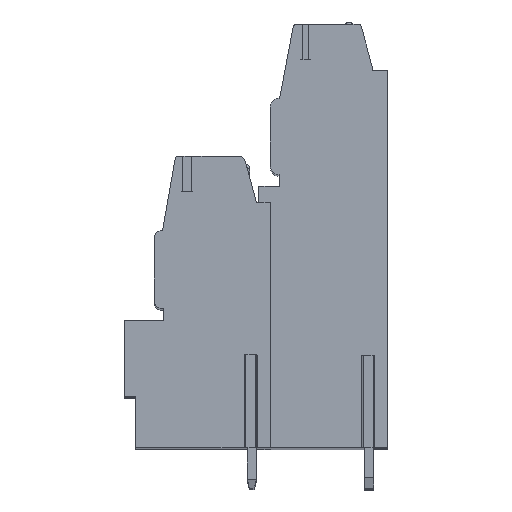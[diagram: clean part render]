
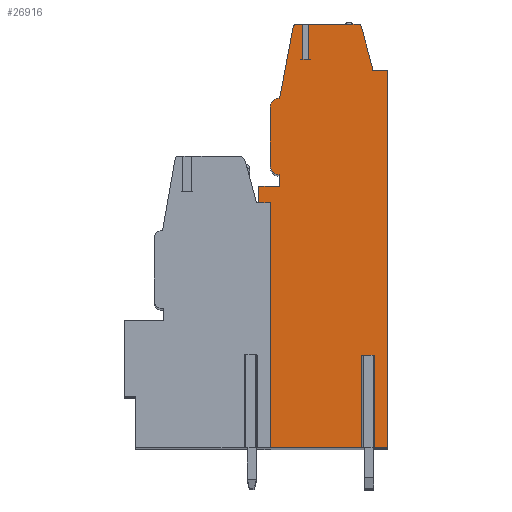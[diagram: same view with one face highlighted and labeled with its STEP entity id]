
A CAD part, top view. The second image highlights one B-rep face of the part: STEP entity #26916.
In plain terms, the highlighted planar face has unit normal (0, 0, 1).
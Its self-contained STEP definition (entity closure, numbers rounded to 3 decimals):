
#13=DIRECTION('',(0.,1.,0.));
#14=VECTOR('',#13,14.45);
#15=CARTESIAN_POINT('',(1.,-19.1,93.98));
#16=LINE('',#15,#14);
#17=DIRECTION('',(0.,-1.,0.));
#18=VECTOR('',#17,1.45);
#19=CARTESIAN_POINT('',(0.,3.5,93.98));
#20=LINE('',#19,#18);
#21=DIRECTION('',(-1.,0.,0.));
#22=VECTOR('',#21,1.8);
#23=CARTESIAN_POINT('',(1.8,3.5,93.98));
#24=LINE('',#23,#22);
#25=DIRECTION('',(0.,-1.,0.));
#26=VECTOR('',#25,1.);
#27=CARTESIAN_POINT('',(1.8,4.5,93.98));
#28=LINE('',#27,#26);
#29=CARTESIAN_POINT('',(1.8,5.3,93.98));
#30=DIRECTION('',(0.,0.,1.));
#31=DIRECTION('',(-1.,0.,0.));
#32=AXIS2_PLACEMENT_3D('',#29,#30,#31);
#34=DIRECTION('',(0.,-1.,0.));
#35=VECTOR('',#34,5.);
#36=CARTESIAN_POINT('',(1.,10.3,93.98));
#37=LINE('',#36,#35);
#38=CARTESIAN_POINT('',(1.8,10.3,93.98));
#39=DIRECTION('',(0.,0.,1.));
#40=DIRECTION('',(0.,1.,0.));
#41=AXIS2_PLACEMENT_3D('',#38,#39,#40);
#43=DIRECTION('',(-0.186,-0.983,0.));
#44=VECTOR('',#43,6.265);
#45=CARTESIAN_POINT('',(2.964,17.256,93.98));
#46=LINE('',#45,#44);
#47=CARTESIAN_POINT('',(3.259,17.2,93.98));
#48=DIRECTION('',(0.,0.,1.));
#49=DIRECTION('',(0.,1.,0.));
#50=AXIS2_PLACEMENT_3D('',#47,#48,#49);
#52=DIRECTION('',(-1.,0.,0.));
#53=VECTOR('',#52,0.551);
#54=CARTESIAN_POINT('',(3.81,17.5,93.98));
#55=LINE('',#54,#53);
#56=DIRECTION('',(0.,-1.,0.));
#57=VECTOR('',#56,3.05);
#58=CARTESIAN_POINT('',(3.81,17.5,93.98));
#59=LINE('',#58,#57);
#60=DIRECTION('',(1.,0.,0.));
#61=VECTOR('',#60,0.5);
#62=CARTESIAN_POINT('',(3.81,14.45,93.98));
#63=LINE('',#62,#61);
#64=DIRECTION('',(0.,-1.,0.));
#65=VECTOR('',#64,3.05);
#66=CARTESIAN_POINT('',(4.31,17.5,93.98));
#67=LINE('',#66,#65);
#68=DIRECTION('',(-1.,0.,0.));
#69=VECTOR('',#68,4.27);
#70=CARTESIAN_POINT('',(8.58,17.5,93.98));
#71=LINE('',#70,#69);
#72=CARTESIAN_POINT('',(8.58,17.2,93.98));
#73=DIRECTION('',(0.,0.,1.));
#74=DIRECTION('',(0.965,0.261,0.));
#75=AXIS2_PLACEMENT_3D('',#72,#73,#74);
#77=DIRECTION('',(-0.261,0.965,0.));
#78=VECTOR('',#77,3.539);
#79=CARTESIAN_POINT('',(9.792,13.861,93.98));
#80=LINE('',#79,#78);
#81=DIRECTION('',(-0.035,0.999,0.));
#82=VECTOR('',#81,0.361);
#83=CARTESIAN_POINT('',(9.805,13.5,93.98));
#84=LINE('',#83,#82);
#85=DIRECTION('',(-1.,0.,0.));
#86=VECTOR('',#85,1.355);
#87=CARTESIAN_POINT('',(11.16,13.5,93.98));
#88=LINE('',#87,#86);
#89=DIRECTION('',(0.,1.,0.));
#90=VECTOR('',#89,32.6);
#91=CARTESIAN_POINT('',(11.16,-19.1,93.98));
#92=LINE('',#91,#90);
#93=DIRECTION('',(1.,0.,0.));
#94=VECTOR('',#93,1.39);
#95=CARTESIAN_POINT('',(9.77,-19.1,93.98));
#96=LINE('',#95,#94);
#97=DIRECTION('',(0.,1.,0.));
#98=VECTOR('',#97,8.);
#99=CARTESIAN_POINT('',(9.77,-19.1,93.98));
#100=LINE('',#99,#98);
#101=DIRECTION('',(-1.,0.,0.));
#102=VECTOR('',#101,0.62);
#103=CARTESIAN_POINT('',(9.77,-11.1,93.98));
#104=LINE('',#103,#102);
#105=DIRECTION('',(0.,1.,0.));
#106=VECTOR('',#105,8.);
#107=CARTESIAN_POINT('',(9.15,-19.1,93.98));
#108=LINE('',#107,#106);
#109=DIRECTION('',(1.,0.,0.));
#110=VECTOR('',#109,8.15);
#111=CARTESIAN_POINT('',(1.,-19.1,93.98));
#112=LINE('',#111,#110);
#133=DIRECTION('',(-1.,0.,0.));
#134=VECTOR('',#133,1.195);
#135=CARTESIAN_POINT('',(1.,-4.65,93.98));
#136=LINE('',#135,#134);
#141=DIRECTION('',(-1.,0.,0.));
#142=VECTOR('',#141,0.195);
#143=CARTESIAN_POINT('',(0.,2.05,93.98));
#144=LINE('',#143,#142);
#903=DIRECTION('',(0.,-1.,0.));
#904=VECTOR('',#903,6.7);
#905=CARTESIAN_POINT('',(-0.195,2.05,93.98));
#906=LINE('',#905,#904);
#21144=CARTESIAN_POINT('',(11.16,-19.1,93.98));
#21145=CARTESIAN_POINT('',(11.16,13.5,93.98));
#21146=VERTEX_POINT('',#21144);
#21147=VERTEX_POINT('',#21145);
#21148=CARTESIAN_POINT('',(9.805,13.5,93.98));
#21149=VERTEX_POINT('',#21148);
#21150=CARTESIAN_POINT('',(9.792,13.861,93.98));
#21151=VERTEX_POINT('',#21150);
#21152=CARTESIAN_POINT('',(8.87,17.278,93.98));
#21153=VERTEX_POINT('',#21152);
#21154=CARTESIAN_POINT('',(8.58,17.5,93.98));
#21155=VERTEX_POINT('',#21154);
#21156=CARTESIAN_POINT('',(3.259,17.5,93.98));
#21157=CARTESIAN_POINT('',(2.964,17.256,93.98));
#21158=VERTEX_POINT('',#21156);
#21159=VERTEX_POINT('',#21157);
#21160=CARTESIAN_POINT('',(1.8,11.1,93.98));
#21161=VERTEX_POINT('',#21160);
#21162=CARTESIAN_POINT('',(1.,10.3,93.98));
#21163=VERTEX_POINT('',#21162);
#21164=CARTESIAN_POINT('',(1.,5.3,93.98));
#21165=VERTEX_POINT('',#21164);
#21166=CARTESIAN_POINT('',(1.8,4.5,93.98));
#21167=VERTEX_POINT('',#21166);
#21168=CARTESIAN_POINT('',(1.8,3.5,93.98));
#21169=VERTEX_POINT('',#21168);
#21170=CARTESIAN_POINT('',(0.,3.5,93.98));
#21171=VERTEX_POINT('',#21170);
#21276=CARTESIAN_POINT('',(1.,-19.1,93.98));
#21277=VERTEX_POINT('',#21276);
#21302=CARTESIAN_POINT('',(9.77,-11.1,93.98));
#21303=CARTESIAN_POINT('',(9.15,-11.1,93.98));
#21304=VERTEX_POINT('',#21302);
#21305=VERTEX_POINT('',#21303);
#21306=CARTESIAN_POINT('',(9.77,-19.1,93.98));
#21307=VERTEX_POINT('',#21306);
#21308=CARTESIAN_POINT('',(9.15,-19.1,93.98));
#21309=VERTEX_POINT('',#21308);
#21346=CARTESIAN_POINT('',(3.81,14.45,93.98));
#21347=CARTESIAN_POINT('',(4.31,14.45,93.98));
#21348=VERTEX_POINT('',#21346);
#21349=VERTEX_POINT('',#21347);
#21350=CARTESIAN_POINT('',(4.31,17.5,93.98));
#21351=VERTEX_POINT('',#21350);
#21352=CARTESIAN_POINT('',(3.81,17.5,93.98));
#21353=VERTEX_POINT('',#21352);
#21738=CARTESIAN_POINT('',(-0.195,-4.65,93.98));
#21740=VERTEX_POINT('',#21738);
#21742=CARTESIAN_POINT('',(0.,2.05,93.98));
#21743=CARTESIAN_POINT('',(-0.195,2.05,93.98));
#21744=VERTEX_POINT('',#21742);
#21745=VERTEX_POINT('',#21743);
#21750=CARTESIAN_POINT('',(1.,-4.65,93.98));
#21752=VERTEX_POINT('',#21750);
#26855=CARTESIAN_POINT('',(0.,0.,93.98));
#26856=DIRECTION('',(0.,0.,1.));
#26857=DIRECTION('',(1.,0.,0.));
#26858=AXIS2_PLACEMENT_3D('',#26855,#26856,#26857);
#26859=PLANE('',#26858);
#26861=ORIENTED_EDGE('',*,*,#26860,.T.);
#26863=ORIENTED_EDGE('',*,*,#26862,.T.);
#26865=ORIENTED_EDGE('',*,*,#26864,.F.);
#26867=ORIENTED_EDGE('',*,*,#26866,.F.);
#26869=ORIENTED_EDGE('',*,*,#26868,.F.);
#26871=ORIENTED_EDGE('',*,*,#26870,.F.);
#26873=ORIENTED_EDGE('',*,*,#26872,.F.);
#26875=ORIENTED_EDGE('',*,*,#26874,.F.);
#26877=ORIENTED_EDGE('',*,*,#26876,.F.);
#26879=ORIENTED_EDGE('',*,*,#26878,.F.);
#26881=ORIENTED_EDGE('',*,*,#26880,.F.);
#26883=ORIENTED_EDGE('',*,*,#26882,.F.);
#26885=ORIENTED_EDGE('',*,*,#26884,.F.);
#26887=ORIENTED_EDGE('',*,*,#26886,.T.);
#26889=ORIENTED_EDGE('',*,*,#26888,.T.);
#26891=ORIENTED_EDGE('',*,*,#26890,.F.);
#26893=ORIENTED_EDGE('',*,*,#26892,.F.);
#26895=ORIENTED_EDGE('',*,*,#26894,.F.);
#26897=ORIENTED_EDGE('',*,*,#26896,.F.);
#26899=ORIENTED_EDGE('',*,*,#26898,.F.);
#26901=ORIENTED_EDGE('',*,*,#26900,.F.);
#26903=ORIENTED_EDGE('',*,*,#26902,.F.);
#26905=ORIENTED_EDGE('',*,*,#26904,.F.);
#26907=ORIENTED_EDGE('',*,*,#26906,.T.);
#26909=ORIENTED_EDGE('',*,*,#26908,.T.);
#26911=ORIENTED_EDGE('',*,*,#26910,.F.);
#26913=ORIENTED_EDGE('',*,*,#26912,.F.);
#26914=EDGE_LOOP('',(#26861,#26863,#26865,#26867,#26869,#26871,#26873,#26875,
#26877,#26879,#26881,#26883,#26885,#26887,#26889,#26891,#26893,#26895,#26897,
#26899,#26901,#26903,#26905,#26907,#26909,#26911,#26913));
#26915=FACE_OUTER_BOUND('',#26914,.F.);
#33=CIRCLE('',#32,0.8);
#42=CIRCLE('',#41,0.8);
#51=CIRCLE('',#50,0.3);
#76=CIRCLE('',#75,0.3);
#26860=EDGE_CURVE('',#21277,#21752,#16,.T.);
#26862=EDGE_CURVE('',#21752,#21740,#136,.T.);
#26864=EDGE_CURVE('',#21745,#21740,#906,.T.);
#26866=EDGE_CURVE('',#21744,#21745,#144,.T.);
#26868=EDGE_CURVE('',#21171,#21744,#20,.T.);
#26870=EDGE_CURVE('',#21169,#21171,#24,.T.);
#26872=EDGE_CURVE('',#21167,#21169,#28,.T.);
#26874=EDGE_CURVE('',#21165,#21167,#33,.T.);
#26876=EDGE_CURVE('',#21163,#21165,#37,.T.);
#26878=EDGE_CURVE('',#21161,#21163,#42,.T.);
#26880=EDGE_CURVE('',#21159,#21161,#46,.T.);
#26882=EDGE_CURVE('',#21158,#21159,#51,.T.);
#26884=EDGE_CURVE('',#21353,#21158,#55,.T.);
#26886=EDGE_CURVE('',#21353,#21348,#59,.T.);
#26888=EDGE_CURVE('',#21348,#21349,#63,.T.);
#26890=EDGE_CURVE('',#21351,#21349,#67,.T.);
#26892=EDGE_CURVE('',#21155,#21351,#71,.T.);
#26894=EDGE_CURVE('',#21153,#21155,#76,.T.);
#26896=EDGE_CURVE('',#21151,#21153,#80,.T.);
#26898=EDGE_CURVE('',#21149,#21151,#84,.T.);
#26900=EDGE_CURVE('',#21147,#21149,#88,.T.);
#26902=EDGE_CURVE('',#21146,#21147,#92,.T.);
#26904=EDGE_CURVE('',#21307,#21146,#96,.T.);
#26906=EDGE_CURVE('',#21307,#21304,#100,.T.);
#26908=EDGE_CURVE('',#21304,#21305,#104,.T.);
#26910=EDGE_CURVE('',#21309,#21305,#108,.T.);
#26912=EDGE_CURVE('',#21277,#21309,#112,.T.);
#26916=ADVANCED_FACE('',(#26915),#26859,.T.);
